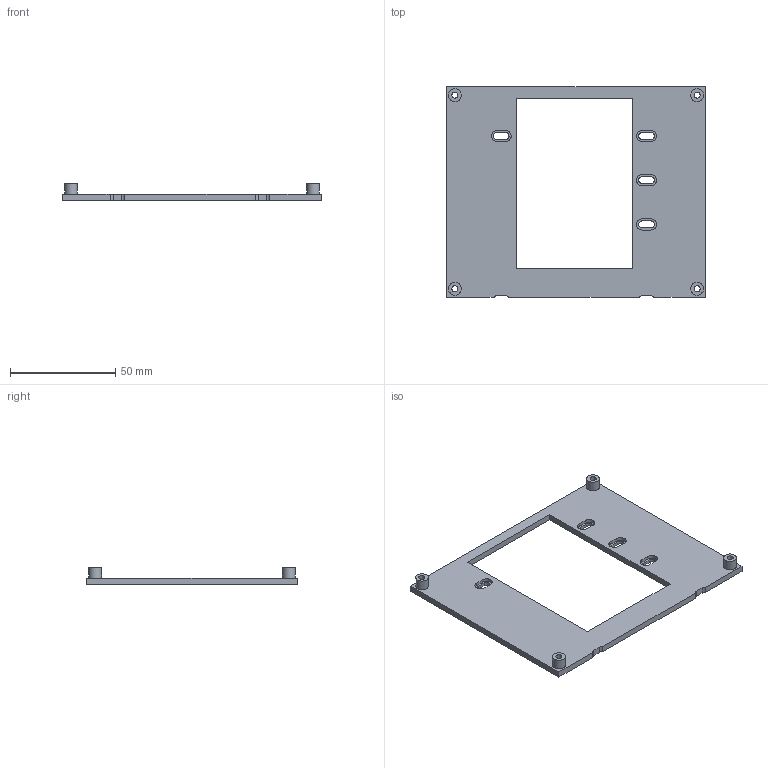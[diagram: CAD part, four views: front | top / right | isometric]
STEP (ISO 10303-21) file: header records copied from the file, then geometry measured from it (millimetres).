
FILE_DESCRIPTION(/* description */ (''),/* implementation_level */ '2;1');
FILE_NAME(/* name */ 'duet_wifi_mount.step',/* time_stamp */ '2020-08-16T12:42:54-04:00',/* author */ (''),/* organization */ (''),/* preprocessor_version */ 'ST-DEVELOPER v18.1',/* originating_system */ 'Autodesk Translation Framework v9.3.0.1241',/* authorisation */ '');
FILE_SCHEMA (('AUTOMOTIVE_DESIGN { 1 0 10303 214 3 1 1 }'));
Length unit declared in the file: millimetre
Products named in the file (1): Duet Wifi Mount
Bounding box: 123 x 100 x 8 mm (x, y, z)
Volume: 23420.4 mm3; surface area: 18494.2 mm2
Topology: 1 solids, 1 shells, 66 faces, 168 edges, 112 vertices
Faces by surface type: plane 38, cylinder 28
Full cylindrical faces by diameter (mm): 2.9 x4, 6.1 x4
Entity records: 2066 total; most frequent: DIRECTION 358, CARTESIAN_POINT 347, ORIENTED_EDGE 336, EDGE_CURVE 168, AXIS2_PLACEMENT_3D 123, LINE 112, VECTOR 112, VERTEX_POINT 112
